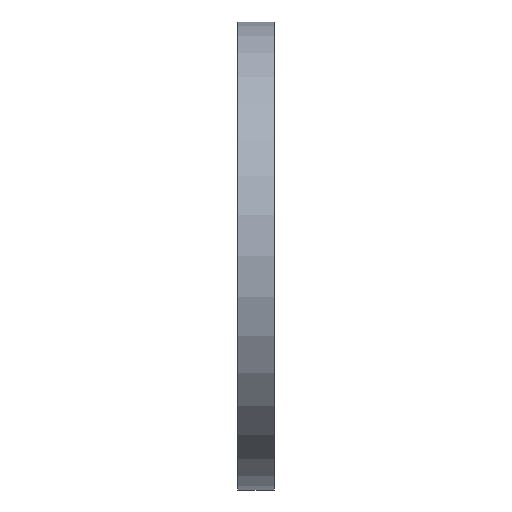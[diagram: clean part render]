
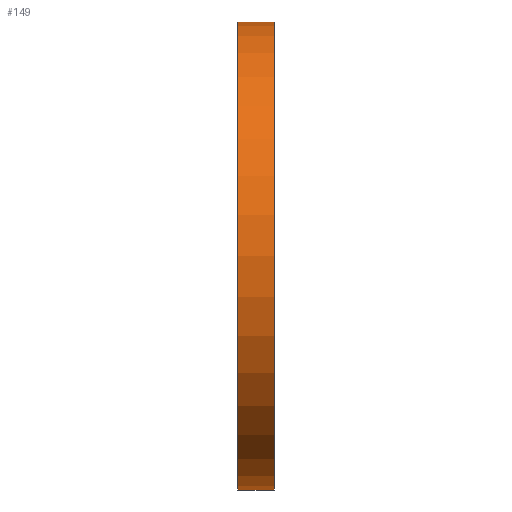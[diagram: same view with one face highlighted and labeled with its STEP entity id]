
A CAD part, left-side view. The second image highlights one B-rep face of the part: STEP entity #149.
In plain terms, the highlighted cylindrical face has radius 16 mm (diameter 32 mm), a partial arc.
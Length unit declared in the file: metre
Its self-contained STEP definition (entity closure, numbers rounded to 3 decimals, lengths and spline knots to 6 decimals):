
#149 = ADVANCED_FACE( 'NONE', ( #374 ), #375, .T. );
#374 = FACE_OUTER_BOUND( '', #725, .T. );
#375 = CYLINDRICAL_SURFACE( '', #726, 0.016 );
#725 = EDGE_LOOP( '', ( #1140, #1141, #1142, #1143 ) );
#726 = AXIS2_PLACEMENT_3D( '', #1144, #1145, #1146 );
#1140 = ORIENTED_EDGE( '', *, *, #2047, .T. );
#1141 = ORIENTED_EDGE( '', *, *, #2048, .F. );
#1142 = ORIENTED_EDGE( '', *, *, #2049, .F. );
#1143 = ORIENTED_EDGE( '', *, *, #2033, .T. );
#1144 = CARTESIAN_POINT( '', ( 0., 0.0025, 0. ) );
#1145 = DIRECTION( '', ( 0., 1., 0. ) );
#1146 = DIRECTION( '', ( 0., 0., -1. ) );
#2033 = EDGE_CURVE( 'NONE', #2452, #2450, #2453, .T. );
#2047 = EDGE_CURVE( 'NONE', #2450, #2476, #2477, .T. );
#2048 = EDGE_CURVE( 'NONE', #2478, #2476, #2479, .T. );
#2049 = EDGE_CURVE( 'NONE', #2452, #2478, #2480, .T. );
#2450 = VERTEX_POINT( 'NONE', #3046 );
#2452 = VERTEX_POINT( 'NONE', #3049 );
#2453 = LINE( '', #3050, #3051 );
#2476 = VERTEX_POINT( 'NONE', #3082 );
#2477 = CIRCLE( '', #3083, 0.016 );
#2478 = VERTEX_POINT( 'NONE', #3084 );
#2479 = LINE( '', #3085, #3086 );
#2480 = CIRCLE( '', #3087, 0.016 );
#3046 = CARTESIAN_POINT( '', ( 0., 0., -0.016 ) );
#3049 = CARTESIAN_POINT( '', ( 0., 0.0025, -0.016 ) );
#3050 = CARTESIAN_POINT( '', ( 0., 0.0025, -0.016 ) );
#3051 = VECTOR( '', #3750, 1. );
#3082 = CARTESIAN_POINT( '', ( 0., 0., 0.016 ) );
#3083 = AXIS2_PLACEMENT_3D( '', #3765, #3766, #3767 );
#3084 = CARTESIAN_POINT( '', ( 0., 0.0025, 0.016 ) );
#3085 = CARTESIAN_POINT( '', ( 0., 0.0025, 0.016 ) );
#3086 = VECTOR( '', #3768, 1. );
#3087 = AXIS2_PLACEMENT_3D( '', #3769, #3770, #3771 );
#3750 = DIRECTION( '', ( 0., -1., 0. ) );
#3765 = CARTESIAN_POINT( '', ( 0., 0., 0. ) );
#3766 = DIRECTION( '', ( 0., 1., 0. ) );
#3767 = DIRECTION( '', ( 0., 0., 1. ) );
#3768 = DIRECTION( '', ( 0., -1., 0. ) );
#3769 = CARTESIAN_POINT( '', ( 0., 0.0025, 0. ) );
#3770 = DIRECTION( '', ( 0., 1., 0. ) );
#3771 = DIRECTION( '', ( 0., 0., 1. ) );
